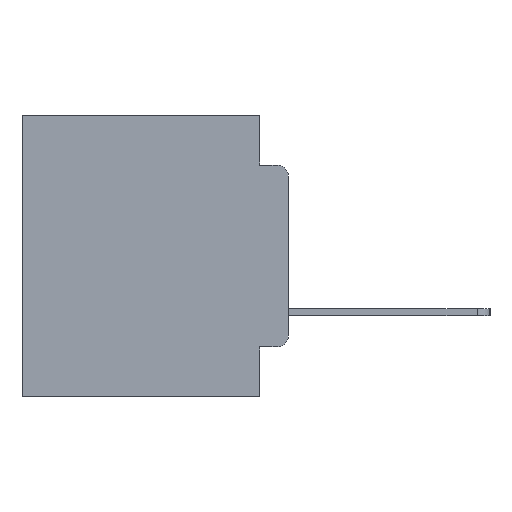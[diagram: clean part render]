
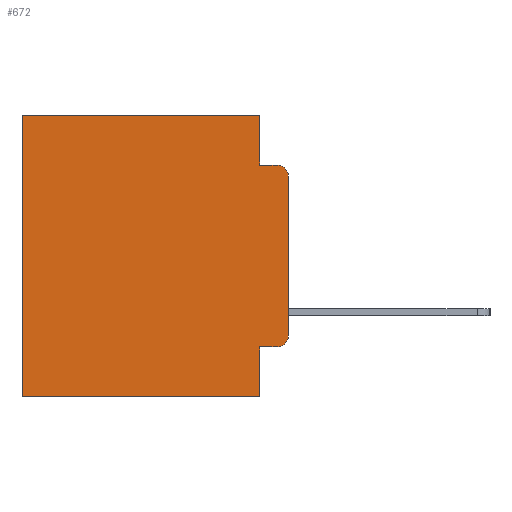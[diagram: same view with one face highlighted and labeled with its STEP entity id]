
A CAD part, left-side view. The second image highlights one B-rep face of the part: STEP entity #672.
In plain terms, the highlighted planar face has unit normal (-1, 0, 0).
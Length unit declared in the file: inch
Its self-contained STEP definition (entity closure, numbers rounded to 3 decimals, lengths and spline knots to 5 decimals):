
#250 = VERTEX_POINT ( 'NONE', #21331 ) ;
#347 = VECTOR ( 'NONE', #16836, 39.37008 ) ;
#519 = DIRECTION ( 'NONE',  ( 0., 0., -1. ) ) ;
#547 = LINE ( 'NONE', #21671, #5520 ) ;
#672 = ADVANCED_FACE ( 'NONE', ( #2446 ), #8905, .F. ) ;
#1048 = ORIENTED_EDGE ( 'NONE', *, *, #22987, .T. ) ;
#1073 = EDGE_CURVE ( 'NONE', #17405, #25906, #26415, .T. ) ;
#1355 = DIRECTION ( 'NONE',  ( 0., 1., 0. ) ) ;
#1972 = CARTESIAN_POINT ( 'NONE',  ( 0.298, 0.051, -0.5 ) ) ;
#1977 = ORIENTED_EDGE ( 'NONE', *, *, #1073, .T. ) ;
#2278 = ORIENTED_EDGE ( 'NONE', *, *, #6799, .F. ) ;
#2443 = ORIENTED_EDGE ( 'NONE', *, *, #9729, .F. ) ;
#2446 = FACE_OUTER_BOUND ( 'NONE', #25860, .T. ) ;
#2543 = CARTESIAN_POINT ( 'NONE',  ( 0.298, 0., -0.1085 ) ) ;
#2578 = DIRECTION ( 'NONE',  ( 0., 0., -1. ) ) ;
#3619 = DIRECTION ( 'NONE',  ( 0., 1., 0. ) ) ;
#3701 = ORIENTED_EDGE ( 'NONE', *, *, #21117, .T. ) ;
#3836 = VERTEX_POINT ( 'NONE', #13209 ) ;
#5275 = DIRECTION ( 'NONE',  ( 1., 0., 0. ) ) ;
#5520 = VECTOR ( 'NONE', #7320, 39.37008 ) ;
#5522 = CARTESIAN_POINT ( 'NONE',  ( 0.298, 0.051, 0. ) ) ;
#5749 = CARTESIAN_POINT ( 'NONE',  ( 0.298, 0.02, -0.1085 ) ) ;
#5799 = CARTESIAN_POINT ( 'NONE',  ( 0.298, 0.473, 0. ) ) ;
#5983 = ORIENTED_EDGE ( 'NONE', *, *, #17979, .F. ) ;
#6522 = DIRECTION ( 'NONE',  ( 0., -1., 0. ) ) ;
#6575 = VERTEX_POINT ( 'NONE', #20304 ) ;
#6799 = EDGE_CURVE ( 'NONE', #8674, #24754, #13468, .T. ) ;
#7194 = VECTOR ( 'NONE', #3619, 39.37008 ) ;
#7320 = DIRECTION ( 'NONE',  ( 0., 0., -1. ) ) ;
#7667 = DIRECTION ( 'NONE',  ( 0., 0., -1. ) ) ;
#7674 = CARTESIAN_POINT ( 'NONE',  ( 0.298, 0., -0.3915 ) ) ;
#7771 = CARTESIAN_POINT ( 'NONE',  ( 0.298, 0.473, -0.5 ) ) ;
#7980 = DIRECTION ( 'NONE',  ( 0., 0., -1. ) ) ;
#8170 = VERTEX_POINT ( 'NONE', #7674 ) ;
#8674 = VERTEX_POINT ( 'NONE', #5522 ) ;
#8905 = PLANE ( 'NONE',  #26620 ) ;
#9729 = EDGE_CURVE ( 'NONE', #24754, #3836, #17986, .T. ) ;
#10171 = CARTESIAN_POINT ( 'NONE',  ( 0.298, 0.02, -0.3915 ) ) ;
#10720 = LINE ( 'NONE', #25222, #16228 ) ;
#10754 = DIRECTION ( 'NONE',  ( 0., 0., -1. ) ) ;
#11118 = EDGE_CURVE ( 'NONE', #19532, #3836, #23810, .T. ) ;
#12032 = CARTESIAN_POINT ( 'NONE',  ( 0.298, 0., 0. ) ) ;
#12287 = DIRECTION ( 'NONE',  ( 0., 0., -1. ) ) ;
#12302 = ORIENTED_EDGE ( 'NONE', *, *, #19163, .F. ) ;
#12423 = LINE ( 'NONE', #12032, #17227 ) ;
#12862 = ORIENTED_EDGE ( 'NONE', *, *, #11118, .T. ) ;
#12904 = CARTESIAN_POINT ( 'NONE',  ( 0.298, 0.051, -0.0885 ) ) ;
#13209 = CARTESIAN_POINT ( 'NONE',  ( 0.298, 0.02, -0.0885 ) ) ;
#13468 = LINE ( 'NONE', #23243, #18198 ) ;
#14278 = CARTESIAN_POINT ( 'NONE',  ( 0.298, 0., -0.5 ) ) ;
#14801 = CARTESIAN_POINT ( 'NONE',  ( 0.298, 0.051, -0.4115 ) ) ;
#16228 = VECTOR ( 'NONE', #519, 39.37008 ) ;
#16378 = CIRCLE ( 'NONE', #19328, 0.02 ) ;
#16836 = DIRECTION ( 'NONE',  ( 0., -1., 0. ) ) ;
#17227 = VECTOR ( 'NONE', #1355, 39.37008 ) ;
#17234 = LINE ( 'NONE', #14801, #347 ) ;
#17405 = VERTEX_POINT ( 'NONE', #5799 ) ;
#17979 = EDGE_CURVE ( 'NONE', #19532, #8170, #547, .T. ) ;
#17986 = LINE ( 'NONE', #12904, #23849 ) ;
#18198 = VECTOR ( 'NONE', #2578, 39.37008 ) ;
#18280 = LINE ( 'NONE', #14278, #7194 ) ;
#18790 = ORIENTED_EDGE ( 'NONE', *, *, #25068, .T. ) ;
#19163 = EDGE_CURVE ( 'NONE', #22408, #25906, #18280, .T. ) ;
#19328 = AXIS2_PLACEMENT_3D ( 'NONE', #10171, #24256, #12287 ) ;
#19532 = VERTEX_POINT ( 'NONE', #2543 ) ;
#19901 = ORIENTED_EDGE ( 'NONE', *, *, #26347, .F. ) ;
#20080 = CARTESIAN_POINT ( 'NONE',  ( 0.298, 0.051, -0.0885 ) ) ;
#20270 = DIRECTION ( 'NONE',  ( -1., 0., 0. ) ) ;
#20304 = CARTESIAN_POINT ( 'NONE',  ( 0.298, 0.051, -0.4115 ) ) ;
#21117 = EDGE_CURVE ( 'NONE', #250, #8170, #16378, .T. ) ;
#21224 = VECTOR ( 'NONE', #10754, 39.37008 ) ;
#21331 = CARTESIAN_POINT ( 'NONE',  ( 0.298, 0.02, -0.4115 ) ) ;
#21671 = CARTESIAN_POINT ( 'NONE',  ( 0.298, 0., 0. ) ) ;
#22408 = VERTEX_POINT ( 'NONE', #1972 ) ;
#22987 = EDGE_CURVE ( 'NONE', #8674, #17405, #12423, .T. ) ;
#23243 = CARTESIAN_POINT ( 'NONE',  ( 0.298, 0.051, 0. ) ) ;
#23810 = CIRCLE ( 'NONE', #25083, 0.02 ) ;
#23849 = VECTOR ( 'NONE', #6522, 39.37008 ) ;
#24256 = DIRECTION ( 'NONE',  ( -1., 0., 0. ) ) ;
#24414 = CARTESIAN_POINT ( 'NONE',  ( 0.298, 0.473, 0. ) ) ;
#24754 = VERTEX_POINT ( 'NONE', #20080 ) ;
#25050 = CARTESIAN_POINT ( 'NONE',  ( 0.298, 0., 0. ) ) ;
#25068 = EDGE_CURVE ( 'NONE', #6575, #250, #17234, .T. ) ;
#25083 = AXIS2_PLACEMENT_3D ( 'NONE', #5749, #20270, #7980 ) ;
#25222 = CARTESIAN_POINT ( 'NONE',  ( 0.298, 0.051, 0. ) ) ;
#25860 = EDGE_LOOP ( 'NONE', ( #5983, #12862, #2443, #2278, #1048, #1977, #12302, #19901, #18790, #3701 ) ) ;
#25906 = VERTEX_POINT ( 'NONE', #7771 ) ;
#26347 = EDGE_CURVE ( 'NONE', #6575, #22408, #10720, .T. ) ;
#26415 = LINE ( 'NONE', #24414, #21224 ) ;
#26620 = AXIS2_PLACEMENT_3D ( 'NONE', #25050, #5275, #7667 ) ;
